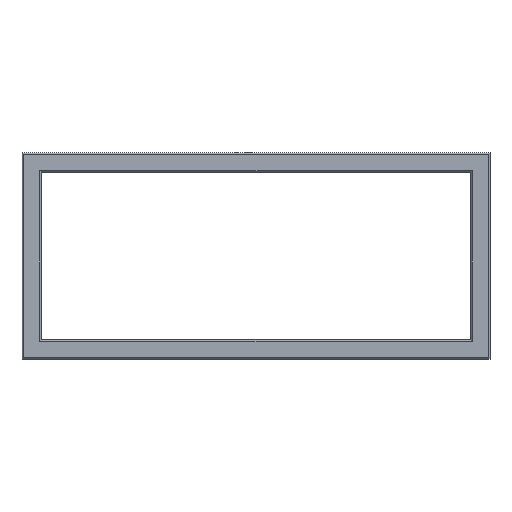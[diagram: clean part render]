
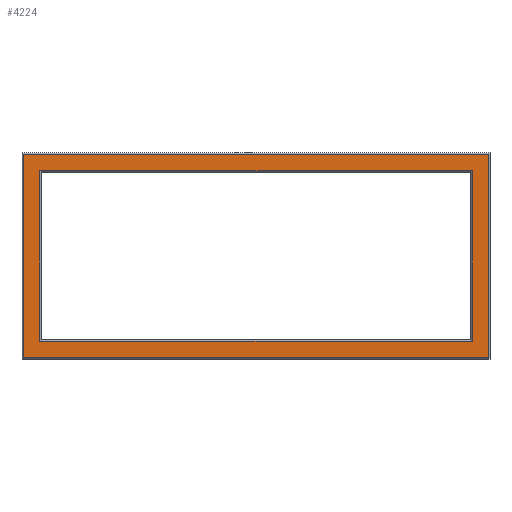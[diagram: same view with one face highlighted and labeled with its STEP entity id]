
A CAD part, top view. The second image highlights one B-rep face of the part: STEP entity #4224.
In plain terms, the highlighted planar face has unit normal (0, 0, 1).
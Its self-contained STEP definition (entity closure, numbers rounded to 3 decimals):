
#55 = EDGE_CURVE ( 'NONE', #234, #2761, #1422, .T. ) ;
#168 = CARTESIAN_POINT ( 'NONE',  ( 315.3, 129.562, 9.25 ) ) ;
#191 = CARTESIAN_POINT ( 'NONE',  ( 327.062, -3.213, 9.25 ) ) ;
#234 = VERTEX_POINT ( 'NONE', #6059 ) ;
#257 = VECTOR ( 'NONE', #3671, 1000. ) ;
#338 = CARTESIAN_POINT ( 'NONE',  ( 0., 141.325, 9.25 ) ) ;
#409 = ORIENTED_EDGE ( 'NONE', *, *, #5818, .T. ) ;
#474 = VECTOR ( 'NONE', #5791, 1000. ) ;
#501 = VECTOR ( 'NONE', #3865, 1000. ) ;
#550 = AXIS2_PLACEMENT_3D ( 'NONE', #6437, #6855, #1548 ) ;
#630 = VERTEX_POINT ( 'NONE', #1683 ) ;
#645 = ORIENTED_EDGE ( 'NONE', *, *, #2135, .T. ) ;
#713 = EDGE_CURVE ( 'NONE', #1819, #3131, #2191, .T. ) ;
#862 = CARTESIAN_POINT ( 'NONE',  ( 314.3, 129.562, 9.25 ) ) ;
#1027 = LINE ( 'NONE', #2549, #257 ) ;
#1101 = DIRECTION ( 'NONE',  ( 0., 1., 0. ) ) ;
#1286 = LINE ( 'NONE', #2850, #4985 ) ;
#1362 = ORIENTED_EDGE ( 'NONE', *, *, #55, .T. ) ;
#1422 = LINE ( 'NONE', #5186, #5346 ) ;
#1427 = DIRECTION ( 'NONE',  ( 1., 0., 0. ) ) ;
#1548 = DIRECTION ( 'NONE',  ( 1., 0., 0. ) ) ;
#1617 = EDGE_CURVE ( 'NONE', #4328, #630, #6631, .T. ) ;
#1629 = CARTESIAN_POINT ( 'NONE',  ( 327.062, 0., 9.25 ) ) ;
#1659 = CARTESIAN_POINT ( 'NONE',  ( -3.213, 141.325, 9.25 ) ) ;
#1683 = CARTESIAN_POINT ( 'NONE',  ( 315.3, 8.55, 9.25 ) ) ;
#1819 = VERTEX_POINT ( 'NONE', #1997 ) ;
#1997 = CARTESIAN_POINT ( 'NONE',  ( 8.55, 8.55, 9.25 ) ) ;
#2135 = EDGE_CURVE ( 'NONE', #5026, #3735, #3016, .T. ) ;
#2191 = LINE ( 'NONE', #5414, #5917 ) ;
#2220 = EDGE_CURVE ( 'NONE', #3131, #4328, #2421, .T. ) ;
#2338 = VECTOR ( 'NONE', #1101, 1000. ) ;
#2421 = LINE ( 'NONE', #862, #4062 ) ;
#2486 = ORIENTED_EDGE ( 'NONE', *, *, #5077, .T. ) ;
#2549 = CARTESIAN_POINT ( 'NONE',  ( 0., 8.55, 9.25 ) ) ;
#2681 = ORIENTED_EDGE ( 'NONE', *, *, #1617, .T. ) ;
#2761 = VERTEX_POINT ( 'NONE', #191 ) ;
#2850 = CARTESIAN_POINT ( 'NONE',  ( -3.213, 0., 9.25 ) ) ;
#3016 = LINE ( 'NONE', #338, #474 ) ;
#3131 = VERTEX_POINT ( 'NONE', #6072 ) ;
#3350 = DIRECTION ( 'NONE',  ( 0., 1., 0. ) ) ;
#3442 = DIRECTION ( 'NONE',  ( 0., -1., 0. ) ) ;
#3572 = DIRECTION ( 'NONE',  ( 1., 0., 0. ) ) ;
#3667 = EDGE_LOOP ( 'NONE', ( #2486, #4215, #6360, #2681 ) ) ;
#3671 = DIRECTION ( 'NONE',  ( -1., 0., 0. ) ) ;
#3735 = VERTEX_POINT ( 'NONE', #1659 ) ;
#3843 = EDGE_CURVE ( 'NONE', #2761, #5026, #4834, .T. ) ;
#3865 = DIRECTION ( 'NONE',  ( 0., -1., 0. ) ) ;
#4062 = VECTOR ( 'NONE', #1427, 1000. ) ;
#4215 = ORIENTED_EDGE ( 'NONE', *, *, #713, .T. ) ;
#4224 = ADVANCED_FACE ( 'NONE', ( #5910, #6342 ), #4292, .T. ) ;
#4292 = PLANE ( 'NONE',  #550 ) ;
#4328 = VERTEX_POINT ( 'NONE', #168 ) ;
#4751 = ORIENTED_EDGE ( 'NONE', *, *, #3843, .T. ) ;
#4834 = LINE ( 'NONE', #1629, #2338 ) ;
#4985 = VECTOR ( 'NONE', #3442, 1000. ) ;
#5026 = VERTEX_POINT ( 'NONE', #5280 ) ;
#5077 = EDGE_CURVE ( 'NONE', #630, #1819, #1027, .T. ) ;
#5186 = CARTESIAN_POINT ( 'NONE',  ( 0., -3.213, 9.25 ) ) ;
#5280 = CARTESIAN_POINT ( 'NONE',  ( 327.062, 141.325, 9.25 ) ) ;
#5346 = VECTOR ( 'NONE', #3572, 1000. ) ;
#5414 = CARTESIAN_POINT ( 'NONE',  ( 8.55, 0., 9.25 ) ) ;
#5508 = CARTESIAN_POINT ( 'NONE',  ( 315.3, 9.55, 9.25 ) ) ;
#5791 = DIRECTION ( 'NONE',  ( -1., 0., 0. ) ) ;
#5818 = EDGE_CURVE ( 'NONE', #3735, #234, #1286, .T. ) ;
#5910 = FACE_BOUND ( 'NONE', #3667, .T. ) ;
#5917 = VECTOR ( 'NONE', #3350, 1000. ) ;
#6059 = CARTESIAN_POINT ( 'NONE',  ( -3.213, -3.213, 9.25 ) ) ;
#6072 = CARTESIAN_POINT ( 'NONE',  ( 8.55, 129.562, 9.25 ) ) ;
#6342 = FACE_OUTER_BOUND ( 'NONE', #6683, .T. ) ;
#6360 = ORIENTED_EDGE ( 'NONE', *, *, #2220, .T. ) ;
#6437 = CARTESIAN_POINT ( 'NONE',  ( 0., 0., 9.25 ) ) ;
#6631 = LINE ( 'NONE', #5508, #501 ) ;
#6683 = EDGE_LOOP ( 'NONE', ( #645, #409, #1362, #4751 ) ) ;
#6855 = DIRECTION ( 'NONE',  ( 0., 0., 1. ) ) ;
